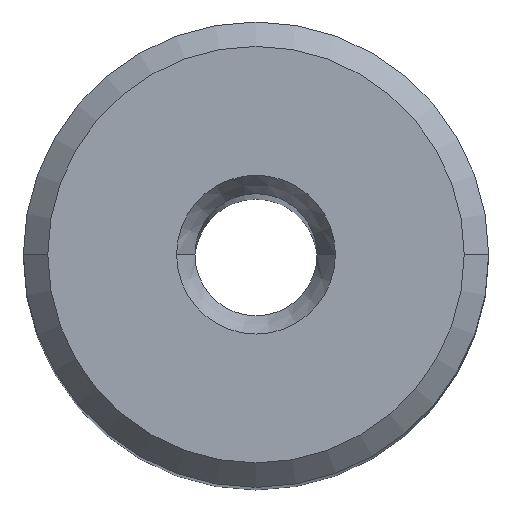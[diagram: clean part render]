
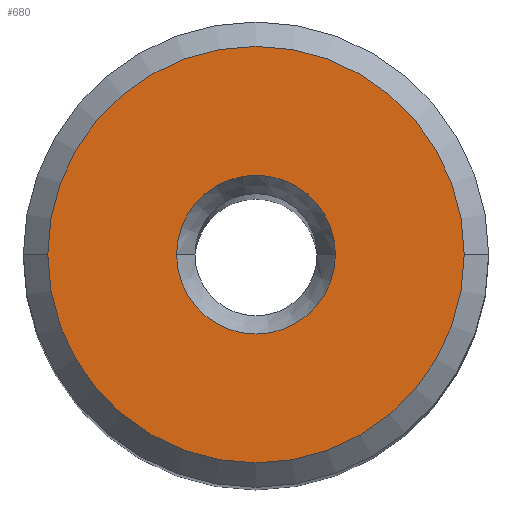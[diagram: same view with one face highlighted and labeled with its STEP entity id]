
A CAD part, top view. The second image highlights one B-rep face of the part: STEP entity #680.
In plain terms, the highlighted planar face has unit normal (0, 0, 1).
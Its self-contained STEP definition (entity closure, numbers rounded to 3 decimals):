
#125=CARTESIAN_POINT('',(0.,0.,0.));
#126=DIRECTION('',(0.,0.,-1.));
#127=DIRECTION('',(1.,0.,0.));
#128=AXIS2_PLACEMENT_3D('',#125,#126,#127);
#133=CARTESIAN_POINT('',(0.,0.,0.));
#134=DIRECTION('',(0.,0.,-1.));
#135=DIRECTION('',(0.,-1.,0.));
#136=AXIS2_PLACEMENT_3D('',#133,#134,#135);
#141=CARTESIAN_POINT('',(0.,0.,0.));
#142=DIRECTION('',(0.,0.,-1.));
#143=DIRECTION('',(-1.,0.,0.));
#144=AXIS2_PLACEMENT_3D('',#141,#142,#143);
#149=CARTESIAN_POINT('',(0.,0.,0.));
#150=DIRECTION('',(0.,0.,-1.));
#151=DIRECTION('',(0.,1.,0.));
#152=AXIS2_PLACEMENT_3D('',#149,#150,#151);
#157=CARTESIAN_POINT('',(0.,0.,0.));
#158=DIRECTION('',(0.,0.,1.));
#159=DIRECTION('',(-1.,0.,0.));
#160=AXIS2_PLACEMENT_3D('',#157,#158,#159);
#165=CARTESIAN_POINT('',(0.,0.,0.));
#166=DIRECTION('',(0.,0.,1.));
#167=DIRECTION('',(1.,0.,0.));
#168=AXIS2_PLACEMENT_3D('',#165,#166,#167);
#501=CARTESIAN_POINT('',(8.525,0.,0.));
#502=VERTEX_POINT('',#501);
#503=CARTESIAN_POINT('',(0.,8.525,0.));
#504=VERTEX_POINT('',#503);
#505=CARTESIAN_POINT('',(-8.525,0.,0.));
#506=VERTEX_POINT('',#505);
#509=CARTESIAN_POINT('',(0.,-8.525,0.));
#510=VERTEX_POINT('',#509);
#511=CARTESIAN_POINT('',(-3.25,0.,0.));
#512=CARTESIAN_POINT('',(3.25,0.,0.));
#513=VERTEX_POINT('',#511);
#514=VERTEX_POINT('',#512);
#663=CARTESIAN_POINT('',(0.,0.,0.));
#664=DIRECTION('',(0.,0.,-1.));
#665=DIRECTION('',(1.,0.,0.));
#666=AXIS2_PLACEMENT_3D('',#663,#664,#665);
#667=PLANE('',#666);
#668=ORIENTED_EDGE('',*,*,#644,.T.);
#669=ORIENTED_EDGE('',*,*,#642,.T.);
#670=ORIENTED_EDGE('',*,*,#625,.T.);
#671=ORIENTED_EDGE('',*,*,#623,.T.);
#672=EDGE_LOOP('',(#668,#669,#670,#671));
#673=FACE_OUTER_BOUND('',#672,.F.);
#675=ORIENTED_EDGE('',*,*,#674,.T.);
#677=ORIENTED_EDGE('',*,*,#676,.T.);
#678=EDGE_LOOP('',(#675,#677));
#679=FACE_BOUND('',#678,.F.);
#129=CIRCLE('',#128,8.525);
#137=CIRCLE('',#136,8.525);
#145=CIRCLE('',#144,8.525);
#153=CIRCLE('',#152,8.525);
#161=CIRCLE('',#160,3.25);
#169=CIRCLE('',#168,3.25);
#623=EDGE_CURVE('',#504,#502,#153,.T.);
#625=EDGE_CURVE('',#506,#504,#145,.T.);
#642=EDGE_CURVE('',#510,#506,#137,.T.);
#644=EDGE_CURVE('',#502,#510,#129,.T.);
#674=EDGE_CURVE('',#513,#514,#161,.T.);
#676=EDGE_CURVE('',#514,#513,#169,.T.);
#680=ADVANCED_FACE('',(#673,#679),#667,.F.);
